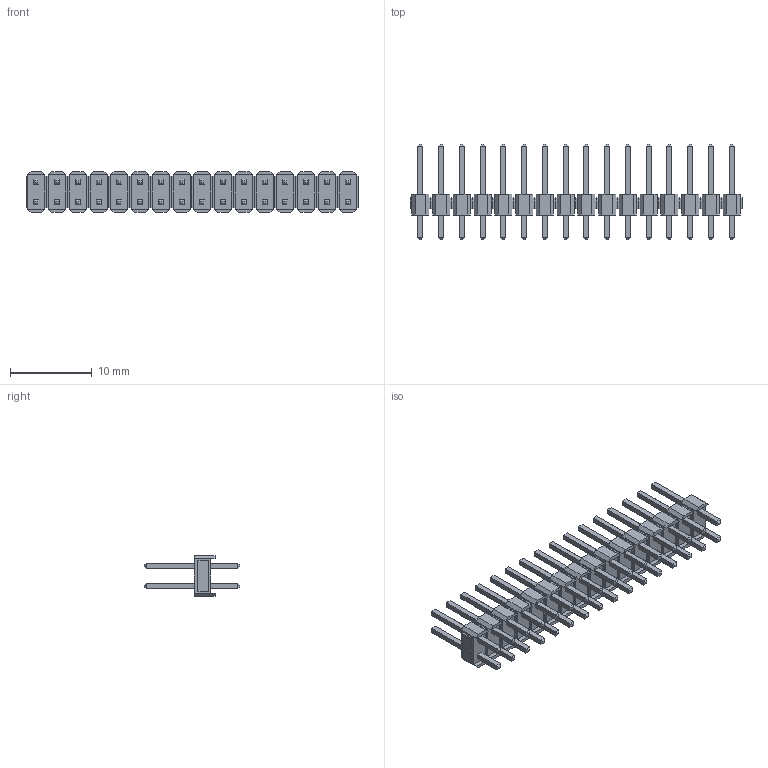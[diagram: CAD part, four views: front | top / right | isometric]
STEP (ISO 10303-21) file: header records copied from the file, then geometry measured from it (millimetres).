
FILE_DESCRIPTION (( 'STEP AP214' ), '1' );
FILE_NAME ('PLD-32.STEP', '2019-06-28T08:57:40', ( '' ), ( '' ), 'SwSTEP 2.0', 'SolidWorks 2018', '' );
FILE_SCHEMA (( 'AUTOMOTIVE_DESIGN' ));
Length unit declared in the file: millimetre
Products named in the file (1): PLD-32
Bounding box: 40.64 x 11.64 x 5 mm (x, y, z)
Volume: 496 mm3; surface area: 1666.6 mm2
Topology: 16 solids, 16 shells, 960 faces, 2176 edges, 1344 vertices
Faces by surface type: plane 960
Entity records: 36589 total; most frequent: CARTESIAN_POINT 4481, ORIENTED_EDGE 4352, DIRECTION 4098, EDGE_CURVE 2176, LINE 2176, VECTOR 2176, VERTEX_POINT 1344, EDGE_LOOP 1056
